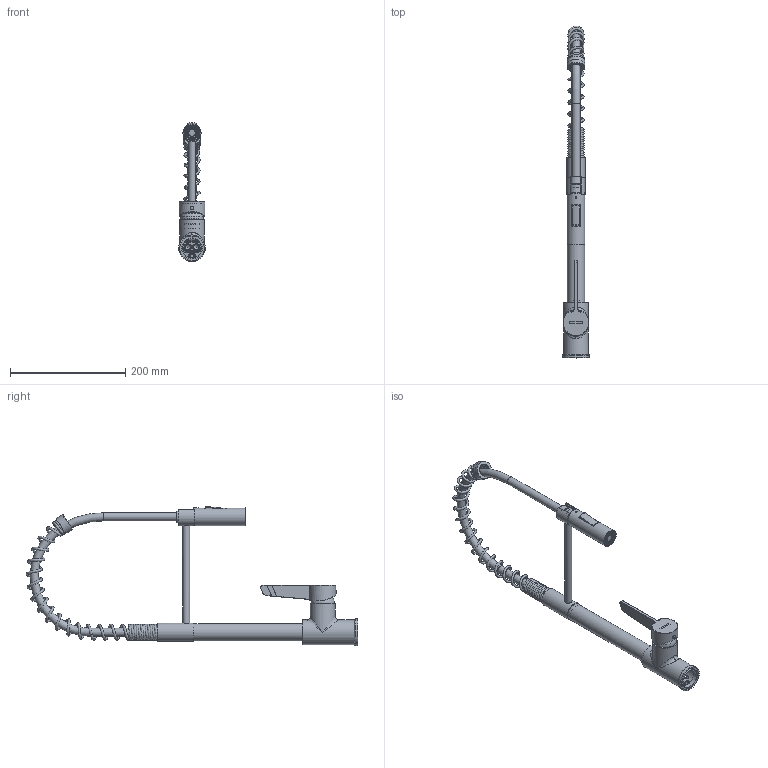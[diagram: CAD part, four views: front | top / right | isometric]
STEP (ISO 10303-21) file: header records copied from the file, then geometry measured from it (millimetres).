
FILE_DESCRIPTION (( 'STEP AP203' ), '1' );
FILE_NAME ('38EP03479.STEP', '2021-04-12T08:55:40', ( '' ), ( '' ), 'SwSTEP 2.0', 'SolidWorks 2018', '' );
FILE_SCHEMA (( 'CONFIG_CONTROL_DESIGN' ));
Length unit declared in the file: millimetre
Products named in the file (1): 38EP03479
Bounding box: 46 x 574.87 x 240.9 mm (x, y, z)
Volume: 344838.6 mm3; surface area: 223659.9 mm2
Topology: 14 solids, 14 shells, 647 faces, 1465 edges, 955 vertices
Faces by surface type: plane 264, cylinder 230, bspline 77, cone 38, torus 33, sphere 5
Full cylindrical faces by diameter (mm): 0.5 x16, 2 x16, 3 x1, 3.5 x16, 4.2 x1, 4.7 x1, 5 x1, 5.1 x2, 5.5 x2, 6 x3, 6.8 x1, 7.5 x2, 7.6 x1, 8 x2, 9 x2, 10 x1, 10.5 x1, 10.6 x2, 11 x1, 12 x2, 12.5 x2, 12.75 x1, 14 x3, 15 x3, 15.8 x1, 16 x1, 17 x1, 18 x1, 18.5 x1, 19 x3
Entity records: 35421 total; most frequent: CARTESIAN_POINT 22727, DIRECTION 2457, ORIENTED_EDGE 2380, EDGE_CURVE 1190, AXIS2_PLACEMENT_3D 1036, EDGE_LOOP 975, VERTEX_POINT 875, FACE_OUTER_BOUND 803
